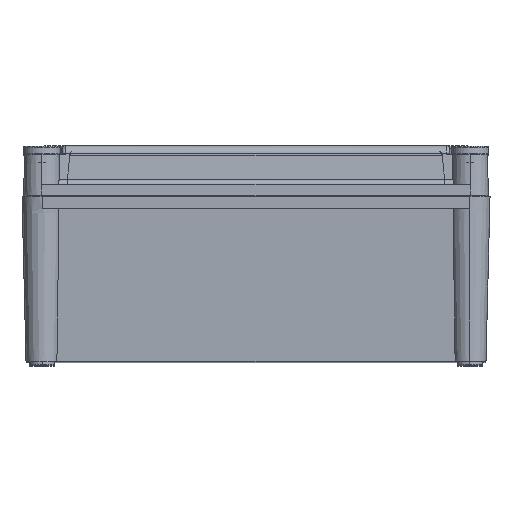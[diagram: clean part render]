
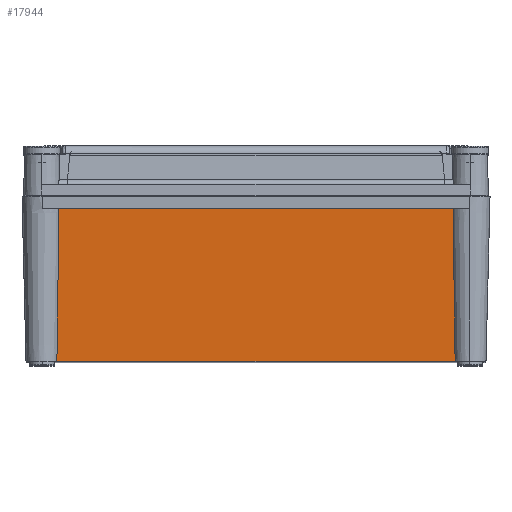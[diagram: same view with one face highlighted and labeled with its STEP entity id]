
A CAD part, top view. The second image highlights one B-rep face of the part: STEP entity #17944.
In plain terms, the highlighted planar face has unit normal (0, -0.026, 1).
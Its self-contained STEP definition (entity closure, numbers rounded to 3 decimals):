
#5393 = VECTOR ( 'NONE', #5512, 1000. ) ;
#5512 = DIRECTION ( 'NONE',  ( 1., 0., 0. ) ) ;
#8523 = CARTESIAN_POINT ( 'NONE',  ( -127., 0., 271. ) ) ;
#9787 = ORIENTED_EDGE ( 'NONE', *, *, #16136, .T. ) ;
#10362 = CARTESIAN_POINT ( 'NONE',  ( -117.438, 58.562, 272.534 ) ) ;
#10624 = CARTESIAN_POINT ( 'NONE',  ( 117.043, 90.8, 273.378 ) ) ;
#10892 = EDGE_CURVE ( 'NONE', #30709, #28091, #17822, .T. ) ;
#12144 =( BOUNDED_CURVE ( )  B_SPLINE_CURVE ( 3, ( #18894, #26432, #27372, #30240 ),
 .UNSPECIFIED., .F., .F. ) 
 B_SPLINE_CURVE_WITH_KNOTS ( ( 4, 4 ),
 ( 2.487, 2.578 ),
 .UNSPECIFIED. ) 
 CURVE ( )  GEOMETRIC_REPRESENTATION_ITEM ( )  RATIONAL_B_SPLINE_CURVE ( ( 1., 0.999, 0.999, 1. ) ) 
 REPRESENTATION_ITEM ( '' )  );
#12261 = CARTESIAN_POINT ( 'NONE',  ( -127., 90.8, 273.378 ) ) ;
#12877 = LINE ( 'NONE', #12261, #12939 ) ;
#12939 = VECTOR ( 'NONE', #15154, 1000. ) ;
#15154 = DIRECTION ( 'NONE',  ( 1., 0., 0. ) ) ;
#15184 = VERTEX_POINT ( 'NONE', #10624 ) ;
#15313 = VERTEX_POINT ( 'NONE', #20598 ) ;
#15321 = FACE_OUTER_BOUND ( 'NONE', #18150, .T. ) ;
#15511 = PLANE ( 'NONE',  #26889 ) ;
#15754 = DIRECTION ( 'NONE',  ( 0., -1., -0.026 ) ) ;
#15789 = ORIENTED_EDGE ( 'NONE', *, *, #10892, .F. ) ;
#16136 = EDGE_CURVE ( 'NONE', #30709, #15313, #29804, .T. ) ;
#17207 = ORIENTED_EDGE ( 'NONE', *, *, #30000, .F. ) ;
#17822 =( BOUNDED_CURVE ( )  B_SPLINE_CURVE ( 3, ( #18486, #21248, #10362, #24796 ),
 .UNSPECIFIED., .F., .F. ) 
 B_SPLINE_CURVE_WITH_KNOTS ( ( 4, 4 ),
 ( 3.705, 3.796 ),
 .UNSPECIFIED. ) 
 CURVE ( )  GEOMETRIC_REPRESENTATION_ITEM ( )  RATIONAL_B_SPLINE_CURVE ( ( 1., 0.999, 0.999, 1. ) ) 
 REPRESENTATION_ITEM ( '' )  );
#17944 = ADVANCED_FACE ( 'NONE', ( #15321 ), #15511, .T. ) ;
#18150 = EDGE_LOOP ( 'NONE', ( #32449, #15789, #9787, #17207 ) ) ;
#18486 = CARTESIAN_POINT ( 'NONE',  ( -118.268, 0., 271. ) ) ;
#18894 = CARTESIAN_POINT ( 'NONE',  ( 117.043, 90.8, 273.378 ) ) ;
#20447 = DIRECTION ( 'NONE',  ( 0., -0.026, 1. ) ) ;
#20598 = CARTESIAN_POINT ( 'NONE',  ( 118.268, 0., 271. ) ) ;
#21248 = CARTESIAN_POINT ( 'NONE',  ( -117.847, 28.274, 271.74 ) ) ;
#24184 = EDGE_CURVE ( 'NONE', #28091, #15184, #12877, .T. ) ;
#24796 = CARTESIAN_POINT ( 'NONE',  ( -117.043, 90.8, 273.378 ) ) ;
#26432 = CARTESIAN_POINT ( 'NONE',  ( 117.438, 58.562, 272.534 ) ) ;
#26889 = AXIS2_PLACEMENT_3D ( 'NONE', #34900, #20447, #15754 ) ;
#27372 = CARTESIAN_POINT ( 'NONE',  ( 117.847, 28.274, 271.74 ) ) ;
#28091 = VERTEX_POINT ( 'NONE', #29727 ) ;
#29727 = CARTESIAN_POINT ( 'NONE',  ( -117.043, 90.8, 273.378 ) ) ;
#29804 = LINE ( 'NONE', #8523, #5393 ) ;
#30000 = EDGE_CURVE ( 'NONE', #15184, #15313, #12144, .T. ) ;
#30240 = CARTESIAN_POINT ( 'NONE',  ( 118.268, 0., 271. ) ) ;
#30709 = VERTEX_POINT ( 'NONE', #34489 ) ;
#32449 = ORIENTED_EDGE ( 'NONE', *, *, #24184, .F. ) ;
#34489 = CARTESIAN_POINT ( 'NONE',  ( -118.268, 0., 271. ) ) ;
#34900 = CARTESIAN_POINT ( 'NONE',  ( -127., 0., 271. ) ) ;
